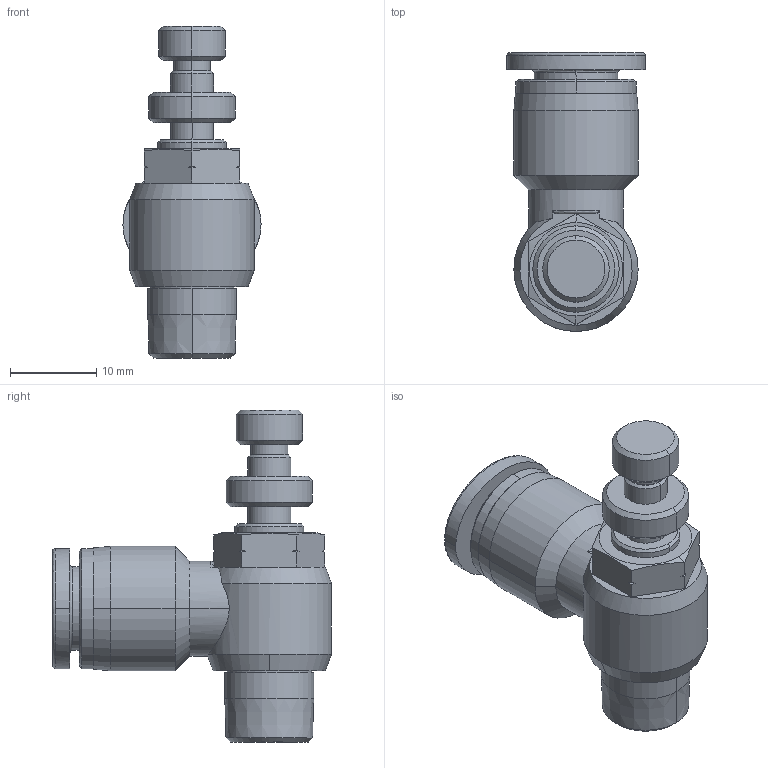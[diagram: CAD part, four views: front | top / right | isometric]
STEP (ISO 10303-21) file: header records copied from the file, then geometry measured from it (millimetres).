
FILE_DESCRIPTION((''),'2;1');
FILE_NAME('NSE5-16N01-MDT.stp','2017-07-07T16:50:38',(''),(''),'Mechanical Desktop 2009','Mechanical Desktop 2009',', , ');
FILE_SCHEMA(('CONFIG_CONTROL_DESIGN'));
Length unit declared in the file: millimetre
Products named in the file (14): NSE5-16N01-MDT; ~PART1; PART1; ~~PART1; A$C36640806; A$C49A9738D; A$C3B4913F7; A$C6B01290F; A$C188F014D; A$C2ECC1180; A$C2D59654B; A$C79FA5C9A; A$C4B685E65; A$C23982F68
Assembly tree (13 placements, depth 2):
  NSE5-16N01-MDT
    ~PART1
    PART1
    ~~PART1
    A$C36640806
    A$C49A9738D
    A$C3B4913F7
    A$C6B01290F
    A$C188F014D
    A$C2ECC1180
    A$C2D59654B
    A$C79FA5C9A
    A$C4B685E65
    A$C23982F68
Bounding box: 16 x 32.3 x 38.45 mm (x, y, z)
Volume: 5288 mm3; surface area: 3800.9 mm2
Topology: 4 solids, 4 shells, 102 faces, 221 edges, 137 vertices
Faces by surface type: cone 41, cylinder 29, plane 26, bspline 5, torus 1
Entity records: 3517 total; most frequent: CARTESIAN_POINT 1068, DIRECTION 501, ORIENTED_EDGE 442, EDGE_CURVE 221, AXIS2_PLACEMENT_3D 211, VERTEX_POINT 137, EDGE_LOOP 114, FACE_OUTER_BOUND 102
